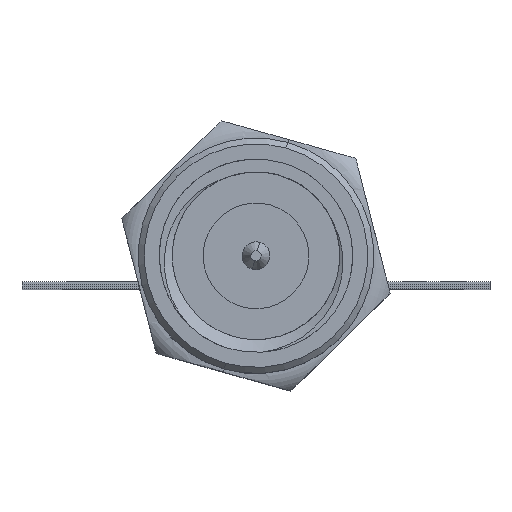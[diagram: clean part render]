
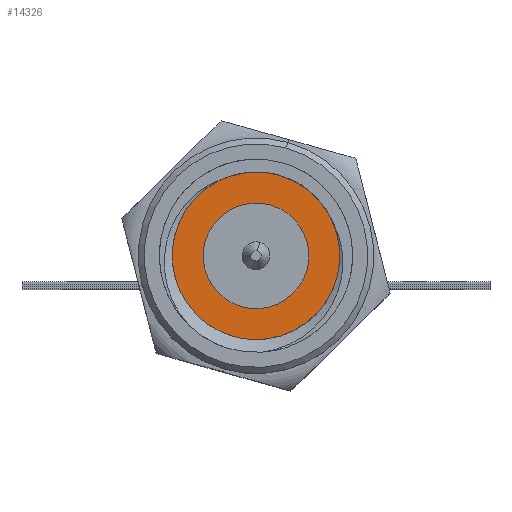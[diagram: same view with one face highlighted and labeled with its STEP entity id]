
A CAD part, top view. The second image highlights one B-rep face of the part: STEP entity #14326.
In plain terms, the highlighted planar face has unit normal (0, 0, -1).
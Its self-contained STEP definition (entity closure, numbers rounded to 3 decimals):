
#157 = CIRCLE ( 'NONE', #10739, 1.35 ) ;
#724 = CARTESIAN_POINT ( 'NONE',  ( -0.775, -1.984, 96.7 ) ) ;
#1658 = CIRCLE ( 'NONE', #17252, 1.35 ) ;
#1870 = ORIENTED_EDGE ( 'NONE', *, *, #28949, .F. ) ;
#2079 = VERTEX_POINT ( 'NONE', #22039 ) ;
#2412 = FACE_OUTER_BOUND ( 'NONE', #27974, .T. ) ;
#2545 = CARTESIAN_POINT ( 'NONE',  ( 1.3, 0.421, 96.7 ) ) ;
#2920 = EDGE_CURVE ( 'NONE', #22745, #5093, #28973, .T. ) ;
#4279 = ORIENTED_EDGE ( 'NONE', *, *, #2920, .T. ) ;
#4287 = CARTESIAN_POINT ( 'NONE',  ( 0., 0.785, 96.7 ) ) ;
#5071 = VERTEX_POINT ( 'NONE', #10716 ) ;
#5093 = VERTEX_POINT ( 'NONE', #18294 ) ;
#7008 = CARTESIAN_POINT ( 'NONE',  ( 0., 0.785, 96.7 ) ) ;
#7679 = EDGE_CURVE ( 'NONE', #5071, #2079, #157, .T. ) ;
#8357 = AXIS2_PLACEMENT_3D ( 'NONE', #2545, #20011, #14943 ) ;
#8515 = AXIS2_PLACEMENT_3D ( 'NONE', #11597, #24209, #19397 ) ;
#9844 = AXIS2_PLACEMENT_3D ( 'NONE', #4287, #14236, #29475 ) ;
#10716 = CARTESIAN_POINT ( 'NONE',  ( -0.364, -0.515, 96.7 ) ) ;
#10739 = AXIS2_PLACEMENT_3D ( 'NONE', #26783, #29207, #31755 ) ;
#11018 = FACE_BOUND ( 'NONE', #11432, .T. ) ;
#11432 = EDGE_LOOP ( 'NONE', ( #1870, #20571 ) ) ;
#11597 = CARTESIAN_POINT ( 'NONE',  ( 0., 0.785, 96.7 ) ) ;
#14236 = DIRECTION ( 'NONE',  ( 0., 0., -1. ) ) ;
#14326 = ADVANCED_FACE ( 'NONE', ( #2412, #11018 ), #19780, .F. ) ;
#14655 = DIRECTION ( 'NONE',  ( 0., 0., -1. ) ) ;
#14943 = DIRECTION ( 'NONE',  ( 0.963, -0.27, 0. ) ) ;
#17252 = AXIS2_PLACEMENT_3D ( 'NONE', #7008, #14655, #22356 ) ;
#17756 = ORIENTED_EDGE ( 'NONE', *, *, #19565, .T. ) ;
#18294 = CARTESIAN_POINT ( 'NONE',  ( 0.775, 3.554, 96.7 ) ) ;
#19397 = DIRECTION ( 'NONE',  ( -0.27, -0.963, 0. ) ) ;
#19565 = EDGE_CURVE ( 'NONE', #5093, #22745, #24144, .T. ) ;
#19780 = PLANE ( 'NONE',  #8357 ) ;
#20011 = DIRECTION ( 'NONE',  ( 0., 0., 1. ) ) ;
#20571 = ORIENTED_EDGE ( 'NONE', *, *, #7679, .F. ) ;
#22039 = CARTESIAN_POINT ( 'NONE',  ( 0.364, 2.085, 96.7 ) ) ;
#22356 = DIRECTION ( 'NONE',  ( 0.27, 0.963, 0. ) ) ;
#22745 = VERTEX_POINT ( 'NONE', #724 ) ;
#24144 = CIRCLE ( 'NONE', #8515, 2.875 ) ;
#24209 = DIRECTION ( 'NONE',  ( 0., 0., -1. ) ) ;
#26783 = CARTESIAN_POINT ( 'NONE',  ( 0., 0.785, 96.7 ) ) ;
#27974 = EDGE_LOOP ( 'NONE', ( #4279, #17756 ) ) ;
#28949 = EDGE_CURVE ( 'NONE', #2079, #5071, #1658, .T. ) ;
#28973 = CIRCLE ( 'NONE', #9844, 2.875 ) ;
#29207 = DIRECTION ( 'NONE',  ( 0., 0., -1. ) ) ;
#29475 = DIRECTION ( 'NONE',  ( -0.27, -0.963, 0. ) ) ;
#31755 = DIRECTION ( 'NONE',  ( 0.27, 0.963, 0. ) ) ;
